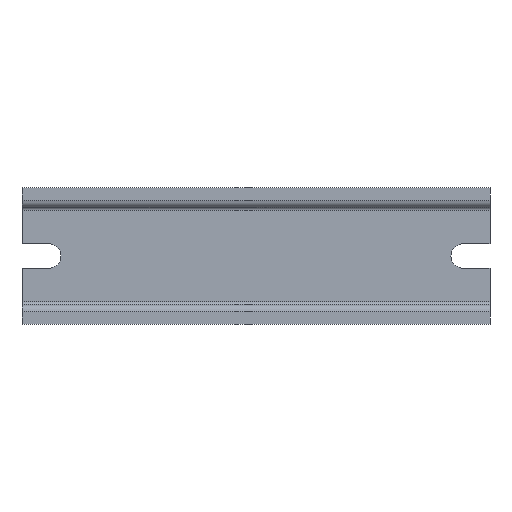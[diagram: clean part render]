
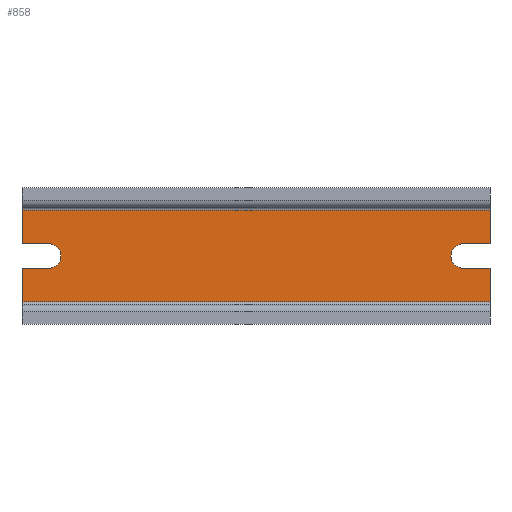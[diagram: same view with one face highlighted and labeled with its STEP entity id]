
A CAD part, top view. The second image highlights one B-rep face of the part: STEP entity #858.
In plain terms, the highlighted planar face has unit normal (0, 0, 1).
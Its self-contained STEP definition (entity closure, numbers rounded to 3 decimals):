
#804=AXIS2_PLACEMENT_3D('Plane Axis2P3D',#801,#802,#803) ;
#808=AXIS2_PLACEMENT_3D('Circle Axis2P3D',#806,#807,$) ;
#829=AXIS2_PLACEMENT_3D('Circle Axis2P3D',#827,#828,$) ;
#36=CARTESIAN_POINT('Line Origine',(60.,5.8,1.)) ;
#40=CARTESIAN_POINT('Vertex',(0.,5.8,1.)) ;
#42=CARTESIAN_POINT('Vertex',(120.,5.8,1.)) ;
#575=CARTESIAN_POINT('Vertex',(0.,29.2,1.)) ;
#578=CARTESIAN_POINT('Line Origine',(60.,29.2,1.)) ;
#582=CARTESIAN_POINT('Vertex',(120.,29.2,1.)) ;
#688=CARTESIAN_POINT('Line Origine',(120.,24.925,1.)) ;
#692=CARTESIAN_POINT('Vertex',(120.,20.65,1.)) ;
#724=CARTESIAN_POINT('Vertex',(0.,20.65,1.)) ;
#727=CARTESIAN_POINT('Line Origine',(0.,24.925,1.)) ;
#751=CARTESIAN_POINT('Vertex',(0.,14.35,1.)) ;
#754=CARTESIAN_POINT('Line Origine',(0.,10.075,1.)) ;
#774=CARTESIAN_POINT('Line Origine',(120.,10.075,1.)) ;
#778=CARTESIAN_POINT('Vertex',(120.,14.35,1.)) ;
#801=CARTESIAN_POINT('Axis2P3D Location',(60.,29.2,1.)) ;
#806=CARTESIAN_POINT('Axis2P3D Location',(113.15,17.5,1.)) ;
#810=CARTESIAN_POINT('Vertex',(113.15,20.65,1.)) ;
#812=CARTESIAN_POINT('Vertex',(113.15,14.35,1.)) ;
#815=CARTESIAN_POINT('Line Origine',(116.575,20.65,1.)) ;
#820=CARTESIAN_POINT('Line Origine',(3.425,20.65,1.)) ;
#824=CARTESIAN_POINT('Vertex',(6.85,20.65,1.)) ;
#827=CARTESIAN_POINT('Axis2P3D Location',(6.85,17.5,1.)) ;
#831=CARTESIAN_POINT('Vertex',(6.85,14.35,1.)) ;
#834=CARTESIAN_POINT('Line Origine',(3.425,14.35,1.)) ;
#839=CARTESIAN_POINT('Line Origine',(116.575,14.35,1.)) ;
#37=DIRECTION('Vector Direction',(1.,0.,0.)) ;
#579=DIRECTION('Vector Direction',(1.,0.,0.)) ;
#689=DIRECTION('Vector Direction',(0.,-1.,0.)) ;
#728=DIRECTION('Vector Direction',(0.,-1.,0.)) ;
#755=DIRECTION('Vector Direction',(0.,-1.,0.)) ;
#775=DIRECTION('Vector Direction',(0.,-1.,0.)) ;
#802=DIRECTION('Axis2P3D Direction',(-0.,0.,1.)) ;
#803=DIRECTION('Axis2P3D XDirection',(0.,-1.,0.)) ;
#807=DIRECTION('Axis2P3D Direction',(-0.,0.,1.)) ;
#816=DIRECTION('Vector Direction',(-1.,0.,0.)) ;
#821=DIRECTION('Vector Direction',(1.,0.,0.)) ;
#828=DIRECTION('Axis2P3D Direction',(-0.,0.,1.)) ;
#835=DIRECTION('Vector Direction',(-1.,0.,0.)) ;
#840=DIRECTION('Vector Direction',(1.,0.,0.)) ;
#38=VECTOR('Line Direction',#37,1.) ;
#580=VECTOR('Line Direction',#579,1.) ;
#690=VECTOR('Line Direction',#689,1.) ;
#729=VECTOR('Line Direction',#728,1.) ;
#756=VECTOR('Line Direction',#755,1.) ;
#776=VECTOR('Line Direction',#775,1.) ;
#817=VECTOR('Line Direction',#816,1.) ;
#822=VECTOR('Line Direction',#821,1.) ;
#836=VECTOR('Line Direction',#835,1.) ;
#841=VECTOR('Line Direction',#840,1.) ;
#845=ORIENTED_EDGE('',*,*,#814,.F.) ;
#846=ORIENTED_EDGE('',*,*,#819,.F.) ;
#847=ORIENTED_EDGE('',*,*,#694,.F.) ;
#848=ORIENTED_EDGE('',*,*,#584,.F.) ;
#849=ORIENTED_EDGE('',*,*,#731,.T.) ;
#850=ORIENTED_EDGE('',*,*,#826,.F.) ;
#851=ORIENTED_EDGE('',*,*,#833,.F.) ;
#852=ORIENTED_EDGE('',*,*,#838,.F.) ;
#853=ORIENTED_EDGE('',*,*,#758,.T.) ;
#854=ORIENTED_EDGE('',*,*,#44,.T.) ;
#855=ORIENTED_EDGE('',*,*,#780,.F.) ;
#856=ORIENTED_EDGE('',*,*,#843,.F.) ;
#858=ADVANCED_FACE('K\X2\00F6\X0\rper.3',(#857),#805,.T.) ;
#809=CIRCLE('generated circle',#808,3.15) ;
#830=CIRCLE('generated circle',#829,3.15) ;
#44=EDGE_CURVE('',#41,#43,#39,.T.) ;
#584=EDGE_CURVE('',#576,#583,#581,.T.) ;
#694=EDGE_CURVE('',#583,#693,#691,.T.) ;
#731=EDGE_CURVE('',#576,#725,#730,.T.) ;
#758=EDGE_CURVE('',#752,#41,#757,.T.) ;
#780=EDGE_CURVE('',#779,#43,#777,.T.) ;
#814=EDGE_CURVE('',#811,#813,#809,.T.) ;
#819=EDGE_CURVE('',#693,#811,#818,.T.) ;
#826=EDGE_CURVE('',#825,#725,#823,.F.) ;
#833=EDGE_CURVE('',#832,#825,#830,.T.) ;
#838=EDGE_CURVE('',#752,#832,#837,.F.) ;
#843=EDGE_CURVE('',#813,#779,#842,.T.) ;
#844=EDGE_LOOP('',(#845,#846,#847,#848,#849,#850,#851,#852,#853,#854,#855,#856)) ;
#857=FACE_OUTER_BOUND('',#844,.T.) ;
#39=LINE('Line',#36,#38) ;
#581=LINE('Line',#578,#580) ;
#691=LINE('Line',#688,#690) ;
#730=LINE('Line',#727,#729) ;
#757=LINE('Line',#754,#756) ;
#777=LINE('Line',#774,#776) ;
#818=LINE('Line',#815,#817) ;
#823=LINE('Line',#820,#822) ;
#837=LINE('Line',#834,#836) ;
#842=LINE('Line',#839,#841) ;
#805=PLANE('',#804) ;
#41=VERTEX_POINT('',#40) ;
#43=VERTEX_POINT('',#42) ;
#576=VERTEX_POINT('',#575) ;
#583=VERTEX_POINT('',#582) ;
#693=VERTEX_POINT('',#692) ;
#725=VERTEX_POINT('',#724) ;
#752=VERTEX_POINT('',#751) ;
#779=VERTEX_POINT('',#778) ;
#811=VERTEX_POINT('',#810) ;
#813=VERTEX_POINT('',#812) ;
#825=VERTEX_POINT('',#824) ;
#832=VERTEX_POINT('',#831) ;
